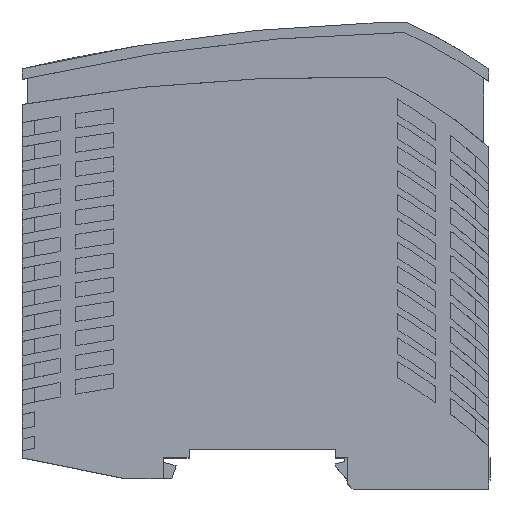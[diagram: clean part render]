
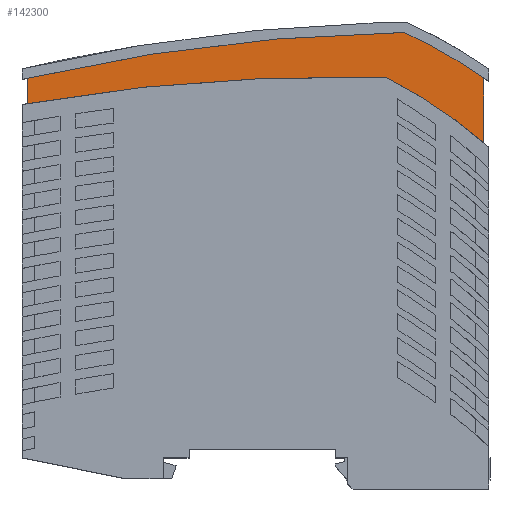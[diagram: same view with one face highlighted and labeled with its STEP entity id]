
A CAD part, top view. The second image highlights one B-rep face of the part: STEP entity #142300.
In plain terms, the highlighted face is planar.
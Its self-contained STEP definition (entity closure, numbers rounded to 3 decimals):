
#133690=CARTESIAN_POINT('',(-10.687,-10.25,-25.226));
#133700=VERTEX_POINT('',#133690);
#133730=CARTESIAN_POINT('',(-98.397,-10.25,19.708));
#133740=DIRECTION('',(0.,1.,0.));
#133750=DIRECTION('',(0.89,0.,-0.456));
#133760=AXIS2_PLACEMENT_3D('',#133730,#133740,#133750);
#133770=CIRCLE('',#133760,98.55);
#133780=CARTESIAN_POINT('',(-23.208,-10.25,-44.));
#133790=VERTEX_POINT('',#133780);
#133800=EDGE_CURVE('',#133700,#133790,#133770,.T.);
#134960=CARTESIAN_POINT('',(-15.715,-10.25,44.));
#134970=VERTEX_POINT('',#134960);
#135000=CARTESIAN_POINT('',(-358.607,-10.25,-15.699));
#135010=DIRECTION('',(0.,1.,0.));
#135020=DIRECTION('',(0.985,0.,0.172));
#135030=AXIS2_PLACEMENT_3D('',#135000,#135010,#135020);
#135040=CIRCLE('',#135030,348.05);
#135050=EDGE_CURVE('',#134970,#133700,#135040,.T.);
#135980=CARTESIAN_POINT('',(-10.74,-10.25,-44.));
#135990=VERTEX_POINT('',#135980);
#136020=CARTESIAN_POINT('',(-91.29,-10.25,11.819));
#136030=DIRECTION('',(0.,-1.,0.));
#136040=DIRECTION('',(0.822,0.,-0.57));
#136050=AXIS2_PLACEMENT_3D('',#136020,#136030,#136040);
#136060=CIRCLE('',#136050,98.);
#136070=CARTESIAN_POINT('',(-2.006,-10.25,-28.585));
#136080=VERTEX_POINT('',#136070);
#136090=EDGE_CURVE('',#135990,#136080,#136060,.T.);
#136940=CARTESIAN_POINT('',(-10.822,-10.25,44.));
#136950=VERTEX_POINT('',#136940);
#140850=CARTESIAN_POINT('',(-46.935,-10.25,44.));
#140860=DIRECTION('',(-1.,0.,0.));
#140870=VECTOR('',#140860,1.);
#140880=LINE('',#140850,#140870);
#140890=EDGE_CURVE('',#136950,#134970,#140880,.T.);
#141290=CARTESIAN_POINT('',(-349.964,-10.25,-34.016));
#141300=DIRECTION('',(0.,-1.,0.));
#141310=DIRECTION('',(1.,0.,0.016));
#141320=AXIS2_PLACEMENT_3D('',#141290,#141300,#141310);
#141330=CIRCLE('',#141320,348.);
#141340=EDGE_CURVE('',#136080,#136950,#141330,.T.);
#142010=CARTESIAN_POINT('',(-46.935,-10.25,-44.));
#142020=DIRECTION('',(1.,0.,0.));
#142030=VECTOR('',#142020,1.);
#142040=LINE('',#142010,#142030);
#142050=EDGE_CURVE('',#133790,#135990,#142040,.T.);
#142170=CARTESIAN_POINT('',(-42.642,-10.25,11.099));
#142180=DIRECTION('',(0.,-1.,0.));
#142190=DIRECTION('',(0.,0.,-1.));
#142200=AXIS2_PLACEMENT_3D('',#142170,#142180,#142190);
#142210=PLANE('',#142200);
#142220=ORIENTED_EDGE('',*,*,#133800,.T.);
#142230=ORIENTED_EDGE('',*,*,#135050,.T.);
#142240=ORIENTED_EDGE('',*,*,#140890,.T.);
#142250=ORIENTED_EDGE('',*,*,#141340,.T.);
#142260=ORIENTED_EDGE('',*,*,#136090,.T.);
#142270=ORIENTED_EDGE('',*,*,#142050,.T.);
#142280=EDGE_LOOP('',(#142270,#142260,#142250,#142240,#142230,#142220));
#142290=FACE_OUTER_BOUND('',#142280,.T.);
#142300=ADVANCED_FACE('',(#142290),#142210,.T.);
